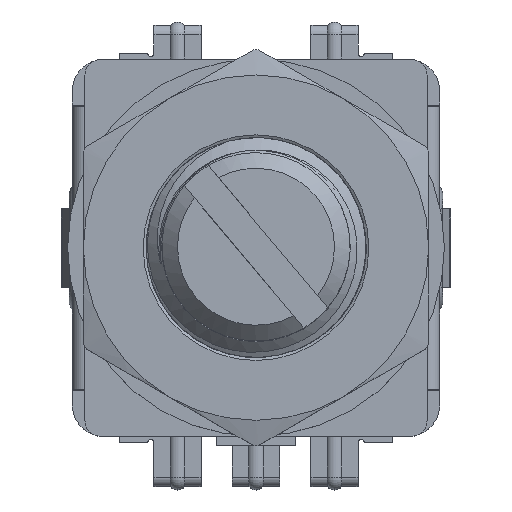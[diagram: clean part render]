
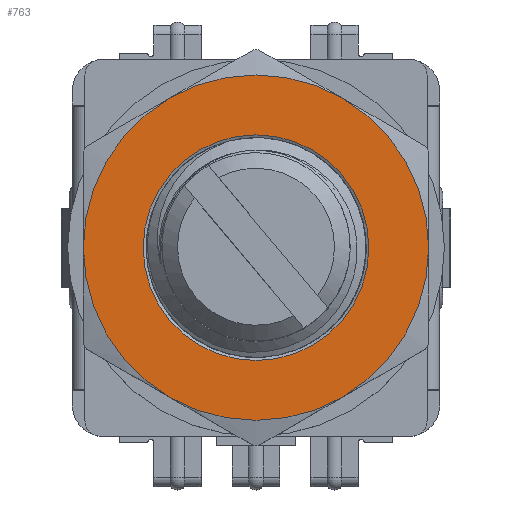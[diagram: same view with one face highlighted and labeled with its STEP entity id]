
A CAD part, top view. The second image highlights one B-rep face of the part: STEP entity #763.
In plain terms, the highlighted planar face has unit normal (0, 0, 1).
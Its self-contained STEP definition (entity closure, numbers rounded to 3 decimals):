
#763=ADVANCED_FACE('',(#11369,#11371),#11373,.T.);
#11369=FACE_BOUND('',#11370,.T.);
#11370=EDGE_LOOP('',(#16023,#16024,#16025,#16026,#16027,#16028));
#11371=FACE_BOUND('',#11372,.T.);
#11372=EDGE_LOOP('',(#16029));
#11373=PLANE('',#11374);
#11374=AXIS2_PLACEMENT_3D('',#11375,#11376,#11377);
#11375=CARTESIAN_POINT('',(0.,0.,3.3));
#11376=DIRECTION('',(0.,0.,1.));
#11377=DIRECTION('',(0.,-1.,0.));
#16023=ORIENTED_EDGE('',*,*,#18239,.F.);
#16024=ORIENTED_EDGE('',*,*,#18240,.F.);
#16025=ORIENTED_EDGE('',*,*,#18241,.F.);
#16026=ORIENTED_EDGE('',*,*,#18242,.F.);
#16027=ORIENTED_EDGE('',*,*,#18243,.F.);
#16028=ORIENTED_EDGE('',*,*,#18244,.F.);
#16029=ORIENTED_EDGE('',*,*,#18226,.T.);
#18226=EDGE_CURVE('',#19485,#19485,#19486,.T.);
#18239=EDGE_CURVE('',#19507,#19508,#19509,.T.);
#18240=EDGE_CURVE('',#19510,#19507,#19511,.T.);
#18241=EDGE_CURVE('',#19512,#19510,#19513,.T.);
#18242=EDGE_CURVE('',#19514,#19512,#19515,.T.);
#18243=EDGE_CURVE('',#19516,#19514,#19517,.T.);
#18244=EDGE_CURVE('',#19508,#19516,#19518,.T.);
#19485=VERTEX_POINT('',#23869);
#19486=CIRCLE('',#23870,3.594);
#19507=VERTEX_POINT('',#24376);
#19508=VERTEX_POINT('',#24377);
#19509=CIRCLE('',#24378,5.5);
#19510=VERTEX_POINT('',#24382);
#19511=CIRCLE('',#24383,5.5);
#19512=VERTEX_POINT('',#24387);
#19513=CIRCLE('',#24388,5.5);
#19514=VERTEX_POINT('',#24392);
#19515=CIRCLE('',#24393,5.5);
#19516=VERTEX_POINT('',#24397);
#19517=CIRCLE('',#24398,5.5);
#19518=CIRCLE('',#24402,5.5);
#23869=CARTESIAN_POINT('',(0.,-3.594,3.3));
#23870=AXIS2_PLACEMENT_3D('',#23871,#23872,#23873);
#23871=CARTESIAN_POINT('',(0.,0.,3.3));
#23872=DIRECTION('',(0.,0.,-1.));
#23873=DIRECTION('',(0.,-1.,0.));
#24376=CARTESIAN_POINT('',(5.5,0.,3.3));
#24377=CARTESIAN_POINT('',(2.75,-4.763,3.3));
#24378=AXIS2_PLACEMENT_3D('',#24379,#24380,#24381);
#24379=CARTESIAN_POINT('',(0.,0.,3.3));
#24380=DIRECTION('',(0.,0.,-1.));
#24381=DIRECTION('',(1.,0.,0.));
#24382=CARTESIAN_POINT('',(2.75,4.763,3.3));
#24383=AXIS2_PLACEMENT_3D('',#24384,#24385,#24386);
#24384=CARTESIAN_POINT('',(0.,0.,3.3));
#24385=DIRECTION('',(0.,0.,-1.));
#24386=DIRECTION('',(0.5,0.866,0.));
#24387=CARTESIAN_POINT('',(-2.75,4.763,3.3));
#24388=AXIS2_PLACEMENT_3D('',#24389,#24390,#24391);
#24389=CARTESIAN_POINT('',(0.,0.,3.3));
#24390=DIRECTION('',(0.,0.,-1.));
#24391=DIRECTION('',(-0.5,0.866,0.));
#24392=CARTESIAN_POINT('',(-5.5,0.,3.3));
#24393=AXIS2_PLACEMENT_3D('',#24394,#24395,#24396);
#24394=CARTESIAN_POINT('',(0.,0.,3.3));
#24395=DIRECTION('',(0.,0.,-1.));
#24396=DIRECTION('',(-1.,0.,0.));
#24397=CARTESIAN_POINT('',(-2.75,-4.763,3.3));
#24398=AXIS2_PLACEMENT_3D('',#24399,#24400,#24401);
#24399=CARTESIAN_POINT('',(0.,0.,3.3));
#24400=DIRECTION('',(0.,0.,-1.));
#24401=DIRECTION('',(-0.5,-0.866,0.));
#24402=AXIS2_PLACEMENT_3D('',#24403,#24404,#24405);
#24403=CARTESIAN_POINT('',(0.,0.,3.3));
#24404=DIRECTION('',(0.,0.,-1.));
#24405=DIRECTION('',(0.5,-0.866,0.));
